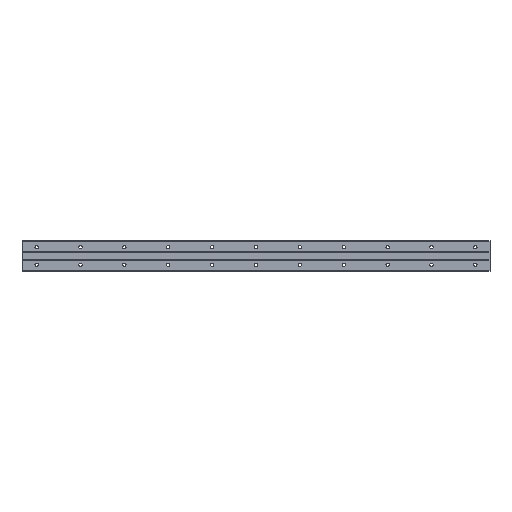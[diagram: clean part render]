
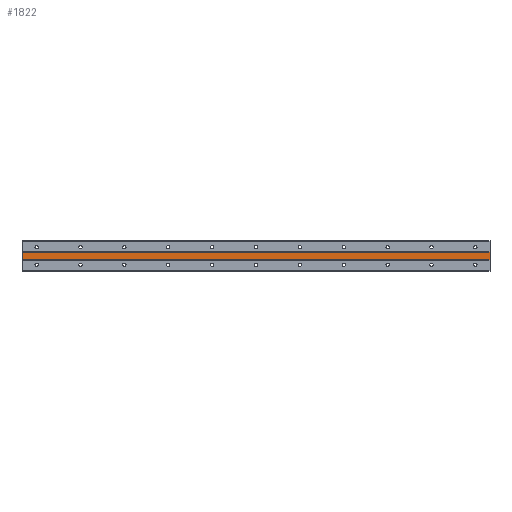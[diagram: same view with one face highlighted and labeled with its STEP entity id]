
A CAD part, front view. The second image highlights one B-rep face of the part: STEP entity #1822.
In plain terms, the highlighted planar face has unit normal (0, -1, 0).
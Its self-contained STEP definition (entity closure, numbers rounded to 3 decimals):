
#23 = EDGE_CURVE ( 'NONE', #2459, #485, #4374, .T. ) ;
#55 = DIRECTION ( 'NONE',  ( 0., 1., 0. ) ) ;
#124 = CARTESIAN_POINT ( 'NONE',  ( -20., 1., -5. ) ) ;
#133 = DIRECTION ( 'NONE',  ( 0., 0., -1. ) ) ;
#221 = CARTESIAN_POINT ( 'NONE',  ( -20., 1., 20.827 ) ) ;
#311 = LINE ( 'NONE', #699, #1730 ) ;
#485 = VERTEX_POINT ( 'NONE', #3048 ) ;
#519 = EDGE_CURVE ( 'NONE', #4550, #1851, #3763, .T. ) ;
#523 = CARTESIAN_POINT ( 'NONE',  ( 620., 1., 20.827 ) ) ;
#600 = EDGE_CURVE ( 'NONE', #485, #1851, #311, .T. ) ;
#699 = CARTESIAN_POINT ( 'NONE',  ( 620., 1., -5. ) ) ;
#794 = CARTESIAN_POINT ( 'NONE',  ( 620., 1., 5. ) ) ;
#881 = EDGE_LOOP ( 'NONE', ( #1189, #960, #3997, #1878 ) ) ;
#960 = ORIENTED_EDGE ( 'NONE', *, *, #23, .F. ) ;
#1189 = ORIENTED_EDGE ( 'NONE', *, *, #600, .F. ) ;
#1216 = LINE ( 'NONE', #794, #1663 ) ;
#1663 = VECTOR ( 'NONE', #2626, 1000. ) ;
#1730 = VECTOR ( 'NONE', #3116, 1000. ) ;
#1822 = ADVANCED_FACE ( 'NONE', ( #3688 ), #3592, .F. ) ;
#1843 = EDGE_CURVE ( 'NONE', #2459, #4550, #1216, .T. ) ;
#1851 = VERTEX_POINT ( 'NONE', #124 ) ;
#1878 = ORIENTED_EDGE ( 'NONE', *, *, #519, .T. ) ;
#2066 = CARTESIAN_POINT ( 'NONE',  ( 620., 1., 5. ) ) ;
#2459 = VERTEX_POINT ( 'NONE', #2066 ) ;
#2472 = VECTOR ( 'NONE', #4463, 1000. ) ;
#2583 = DIRECTION ( 'NONE',  ( 0., 0., 1. ) ) ;
#2626 = DIRECTION ( 'NONE',  ( -1., 0., 0. ) ) ;
#3048 = CARTESIAN_POINT ( 'NONE',  ( 620., 1., -5. ) ) ;
#3116 = DIRECTION ( 'NONE',  ( -1., 0., 0. ) ) ;
#3194 = CARTESIAN_POINT ( 'NONE',  ( -20., 1., 5. ) ) ;
#3310 = CARTESIAN_POINT ( 'NONE',  ( 620., 1., 5. ) ) ;
#3592 = PLANE ( 'NONE',  #3657 ) ;
#3657 = AXIS2_PLACEMENT_3D ( 'NONE', #3310, #55, #2583 ) ;
#3688 = FACE_OUTER_BOUND ( 'NONE', #881, .T. ) ;
#3763 = LINE ( 'NONE', #221, #2472 ) ;
#3997 = ORIENTED_EDGE ( 'NONE', *, *, #1843, .T. ) ;
#4322 = VECTOR ( 'NONE', #133, 1000. ) ;
#4374 = LINE ( 'NONE', #523, #4322 ) ;
#4463 = DIRECTION ( 'NONE',  ( 0., 0., -1. ) ) ;
#4550 = VERTEX_POINT ( 'NONE', #3194 ) ;
